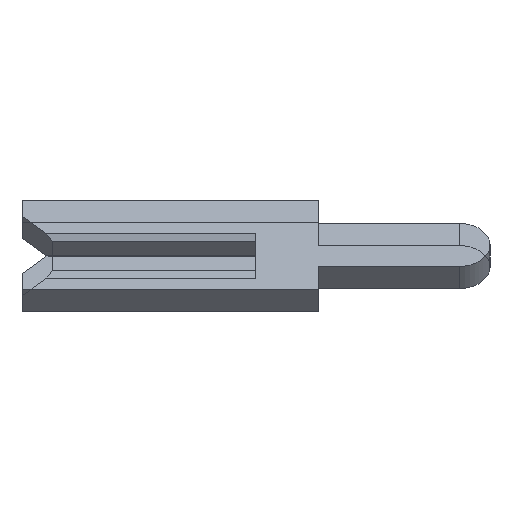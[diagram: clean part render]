
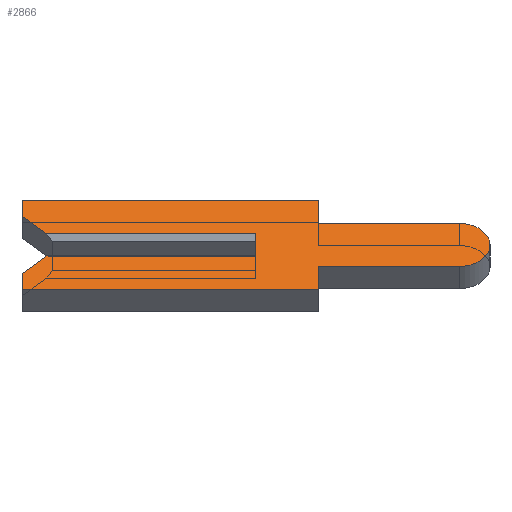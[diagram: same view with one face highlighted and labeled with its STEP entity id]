
A CAD part, left-side view. The second image highlights one B-rep face of the part: STEP entity #2866.
In plain terms, the highlighted face is planar.
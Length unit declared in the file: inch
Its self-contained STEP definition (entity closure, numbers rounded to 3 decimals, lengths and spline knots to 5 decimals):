
#1 = CARTESIAN_POINT ( 'NONE',  ( -0.01, -0.04, 0.0195 ) ) ;
#21 = CARTESIAN_POINT ( 'NONE',  ( -0.01, -0.04, -0.0195 ) ) ;
#65 = CARTESIAN_POINT ( 'NONE',  ( -0.01, 0.15, 0.04 ) ) ;
#97 = ORIENTED_EDGE ( 'NONE', *, *, #654, .F. ) ;
#107 = LINE ( 'NONE', #280, #586 ) ;
#112 = CARTESIAN_POINT ( 'NONE',  ( -0.01, 0.15, 0.04 ) ) ;
#113 = VERTEX_POINT ( 'NONE', #21 ) ;
#130 = DIRECTION ( 'NONE',  ( 0., 0., -1. ) ) ;
#142 = CARTESIAN_POINT ( 'NONE',  ( -0.01, -0.04, 0.0195 ) ) ;
#192 = LINE ( 'NONE', #2414, #1485 ) ;
#255 = DIRECTION ( 'NONE',  ( 0., -1., 0. ) ) ;
#269 = VECTOR ( 'NONE', #2391, 39.37008 ) ;
#274 = ORIENTED_EDGE ( 'NONE', *, *, #1486, .F. ) ;
#280 = CARTESIAN_POINT ( 'NONE',  ( -0.01, 0.15, -0.026 ) ) ;
#282 = VECTOR ( 'NONE', #2321, 39.37008 ) ;
#283 = ORIENTED_EDGE ( 'NONE', *, *, #2345, .F. ) ;
#390 = CARTESIAN_POINT ( 'NONE',  ( -0.01, 0.15, 0.026 ) ) ;
#423 = CARTESIAN_POINT ( 'NONE',  ( -0.01, 0.15, 0.01 ) ) ;
#438 = LINE ( 'NONE', #2565, #282 ) ;
#477 = LINE ( 'NONE', #1957, #958 ) ;
#538 = ORIENTED_EDGE ( 'NONE', *, *, #2218, .F. ) ;
#579 = CARTESIAN_POINT ( 'NONE',  ( -0.01, 0.15, -0.04 ) ) ;
#586 = VECTOR ( 'NONE', #1356, 39.37008 ) ;
#596 = VECTOR ( 'NONE', #255, 39.37008 ) ;
#614 = DIRECTION ( 'NONE',  ( 0., -0.707, 0.707 ) ) ;
#654 = EDGE_CURVE ( 'NONE', #3241, #1182, #1399, .T. ) ;
#682 = DIRECTION ( 'NONE',  ( 0., -1., 0. ) ) ;
#709 = VECTOR ( 'NONE', #1869, 39.37008 ) ;
#735 = AXIS2_PLACEMENT_3D ( 'NONE', #2041, #1558, #1289 ) ;
#754 = LINE ( 'NONE', #1, #596 ) ;
#755 = VERTEX_POINT ( 'NONE', #2381 ) ;
#760 = VECTOR ( 'NONE', #1492, 39.37008 ) ;
#778 = EDGE_CURVE ( 'NONE', #889, #755, #192, .T. ) ;
#821 = EDGE_CURVE ( 'NONE', #2723, #1498, #2176, .T. ) ;
#857 = EDGE_CURVE ( 'NONE', #1306, #1520, #2367, .T. ) ;
#879 = EDGE_CURVE ( 'NONE', #1498, #3241, #2607, .T. ) ;
#889 = VERTEX_POINT ( 'NONE', #2914 ) ;
#896 = EDGE_LOOP ( 'NONE', ( #1437, #3008, #538, #2790, #2797, #1323, #3079, #283, #2370, #2108, #274, #97, #1872, #2878 ) ) ;
#911 = CARTESIAN_POINT ( 'NONE',  ( -0.01, -0.04, -0.04 ) ) ;
#921 = DIRECTION ( 'NONE',  ( 0., 0., -1. ) ) ;
#958 = VECTOR ( 'NONE', #921, 39.37008 ) ;
#976 = VERTEX_POINT ( 'NONE', #1140 ) ;
#990 = DIRECTION ( 'NONE',  ( 1., 0., 0. ) ) ;
#1005 = CARTESIAN_POINT ( 'NONE',  ( -0.01, -0.1305, 0. ) ) ;
#1014 = DIRECTION ( 'NONE',  ( 0., 0., -1. ) ) ;
#1027 = VERTEX_POINT ( 'NONE', #142 ) ;
#1038 = VECTOR ( 'NONE', #130, 39.37008 ) ;
#1079 = VECTOR ( 'NONE', #1547, 39.37008 ) ;
#1115 = VERTEX_POINT ( 'NONE', #3243 ) ;
#1118 = LINE ( 'NONE', #2825, #1079 ) ;
#1140 = CARTESIAN_POINT ( 'NONE',  ( -0.01, 0., 0.01 ) ) ;
#1182 = VERTEX_POINT ( 'NONE', #3210 ) ;
#1236 = VERTEX_POINT ( 'NONE', #3222 ) ;
#1246 = VECTOR ( 'NONE', #682, 39.37008 ) ;
#1289 = DIRECTION ( 'NONE',  ( 0., 0., -1. ) ) ;
#1306 = VERTEX_POINT ( 'NONE', #911 ) ;
#1323 = ORIENTED_EDGE ( 'NONE', *, *, #857, .F. ) ;
#1356 = DIRECTION ( 'NONE',  ( 0., 0., 1. ) ) ;
#1395 = DIRECTION ( 'NONE',  ( 0., -1., 0. ) ) ;
#1399 = LINE ( 'NONE', #112, #1769 ) ;
#1437 = ORIENTED_EDGE ( 'NONE', *, *, #1913, .T. ) ;
#1479 = EDGE_CURVE ( 'NONE', #113, #1306, #2662, .T. ) ;
#1485 = VECTOR ( 'NONE', #614, 39.37008 ) ;
#1486 = EDGE_CURVE ( 'NONE', #1182, #1027, #477, .T. ) ;
#1492 = DIRECTION ( 'NONE',  ( 0., 0., 1. ) ) ;
#1498 = VERTEX_POINT ( 'NONE', #390 ) ;
#1520 = VERTEX_POINT ( 'NONE', #2992 ) ;
#1547 = DIRECTION ( 'NONE',  ( 0., -1., 0. ) ) ;
#1558 = DIRECTION ( 'NONE',  ( 1., 0., 0. ) ) ;
#1762 = CARTESIAN_POINT ( 'NONE',  ( -0.01, 0., 0.0065 ) ) ;
#1769 = VECTOR ( 'NONE', #1395, 39.37008 ) ;
#1827 = EDGE_CURVE ( 'NONE', #1115, #976, #3019, .T. ) ;
#1869 = DIRECTION ( 'NONE',  ( 0., 0.707, 0.707 ) ) ;
#1872 = ORIENTED_EDGE ( 'NONE', *, *, #879, .F. ) ;
#1913 = EDGE_CURVE ( 'NONE', #2723, #976, #2012, .T. ) ;
#1925 = VECTOR ( 'NONE', #2958, 39.37008 ) ;
#1957 = CARTESIAN_POINT ( 'NONE',  ( -0.01, -0.04, 0.04 ) ) ;
#2009 = FACE_OUTER_BOUND ( 'NONE', #896, .T. ) ;
#2012 = LINE ( 'NONE', #423, #1246 ) ;
#2041 = CARTESIAN_POINT ( 'NONE',  ( -0.01, -0.1305, 0. ) ) ;
#2055 = PLANE ( 'NONE',  #735 ) ;
#2108 = ORIENTED_EDGE ( 'NONE', *, *, #2687, .F. ) ;
#2113 = CARTESIAN_POINT ( 'NONE',  ( -0.01, 0.15, 0.026 ) ) ;
#2176 = LINE ( 'NONE', #2658, #709 ) ;
#2218 = EDGE_CURVE ( 'NONE', #755, #1115, #1118, .T. ) ;
#2282 = EDGE_CURVE ( 'NONE', #3258, #1236, #3152, .T. ) ;
#2321 = DIRECTION ( 'NONE',  ( 0., 1., 0. ) ) ;
#2332 = CARTESIAN_POINT ( 'NONE',  ( -0.01, 0.134, 0.01 ) ) ;
#2345 = EDGE_CURVE ( 'NONE', #1236, #113, #438, .T. ) ;
#2367 = LINE ( 'NONE', #579, #269 ) ;
#2370 = ORIENTED_EDGE ( 'NONE', *, *, #2282, .F. ) ;
#2381 = CARTESIAN_POINT ( 'NONE',  ( -0.01, 0.134, -0.01 ) ) ;
#2391 = DIRECTION ( 'NONE',  ( 0., 1., 0. ) ) ;
#2414 = CARTESIAN_POINT ( 'NONE',  ( -0.01, 0.1305, -0.0065 ) ) ;
#2565 = CARTESIAN_POINT ( 'NONE',  ( -0.01, -0.04, -0.0195 ) ) ;
#2607 = LINE ( 'NONE', #2113, #1925 ) ;
#2658 = CARTESIAN_POINT ( 'NONE',  ( -0.01, 0.1305, 0.0065 ) ) ;
#2662 = LINE ( 'NONE', #2703, #1038 ) ;
#2687 = EDGE_CURVE ( 'NONE', #1027, #3258, #754, .T. ) ;
#2703 = CARTESIAN_POINT ( 'NONE',  ( -0.01, -0.04, -0.04 ) ) ;
#2723 = VERTEX_POINT ( 'NONE', #2332 ) ;
#2790 = ORIENTED_EDGE ( 'NONE', *, *, #778, .F. ) ;
#2797 = ORIENTED_EDGE ( 'NONE', *, *, #3206, .F. ) ;
#2825 = CARTESIAN_POINT ( 'NONE',  ( -0.01, -0.1305, -0.01 ) ) ;
#2851 = CARTESIAN_POINT ( 'NONE',  ( -0.01, -0.1305, 0.0195 ) ) ;
#2858 = AXIS2_PLACEMENT_3D ( 'NONE', #1005, #990, #1014 ) ;
#2866 = ADVANCED_FACE ( 'NONE', ( #2009 ), #2055, .F. ) ;
#2878 = ORIENTED_EDGE ( 'NONE', *, *, #821, .F. ) ;
#2914 = CARTESIAN_POINT ( 'NONE',  ( -0.01, 0.15, -0.026 ) ) ;
#2958 = DIRECTION ( 'NONE',  ( 0., 0., 1. ) ) ;
#2992 = CARTESIAN_POINT ( 'NONE',  ( -0.01, 0.15, -0.04 ) ) ;
#3008 = ORIENTED_EDGE ( 'NONE', *, *, #1827, .F. ) ;
#3019 = LINE ( 'NONE', #1762, #760 ) ;
#3079 = ORIENTED_EDGE ( 'NONE', *, *, #1479, .F. ) ;
#3152 = CIRCLE ( 'NONE', #2858, 0.0195 ) ;
#3206 = EDGE_CURVE ( 'NONE', #1520, #889, #107, .T. ) ;
#3210 = CARTESIAN_POINT ( 'NONE',  ( -0.01, -0.04, 0.04 ) ) ;
#3222 = CARTESIAN_POINT ( 'NONE',  ( -0.01, -0.1305, -0.0195 ) ) ;
#3241 = VERTEX_POINT ( 'NONE', #65 ) ;
#3243 = CARTESIAN_POINT ( 'NONE',  ( -0.01, 0., -0.01 ) ) ;
#3258 = VERTEX_POINT ( 'NONE', #2851 ) ;
